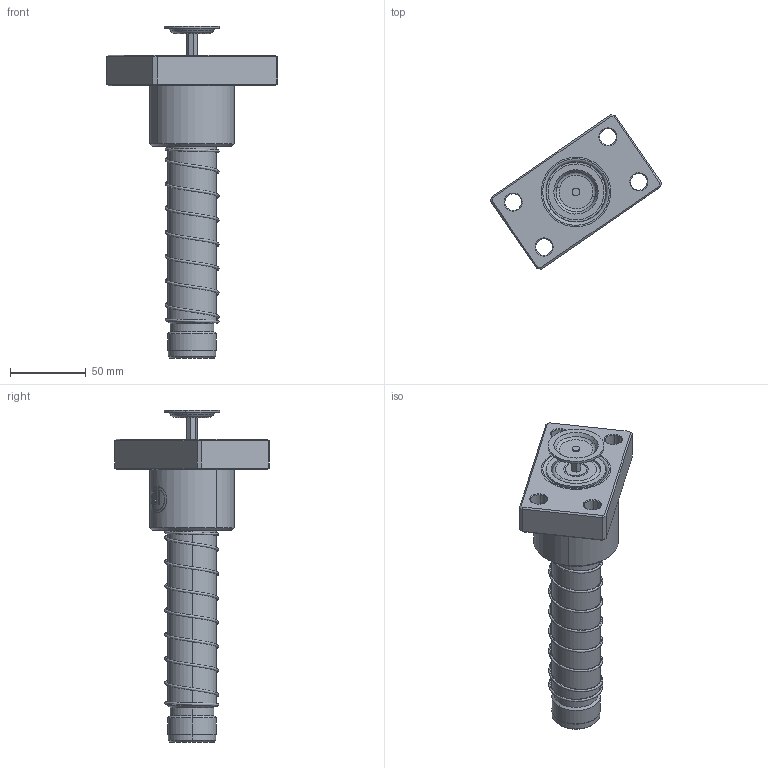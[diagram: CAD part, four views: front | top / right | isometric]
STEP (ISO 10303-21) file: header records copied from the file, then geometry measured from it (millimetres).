
FILE_DESCRIPTION (( 'STEP AP214' ), '1' );
FILE_NAME ('FMJH FMSH-D32-L200.STEP', '2021-09-16T07:43:18', ( '' ), ( '' ), 'SwSTEP 2.0', 'SolidWorks 2016', '' );
FILE_SCHEMA (( 'AUTOMOTIVE_DESIGN' ));
Length unit declared in the file: millimetre
Products named in the file (262): BALL-D4; FMJH FMSH-D32-L200; SAB-32-1; GTM-37; BSH-39.5-32.5-L60; SAB-32; MGM-D32-L200; GTM-37郪蚾; GTM-M12蹟簽; BSH-D39.5-32.5-L60郪蚾; HWP-D35.7-d32.5-L110; GTM-3-縐种
Assembly tree (254 placements, depth 3):
  BALL-D4
  BALL-D4
  BALL-D4
  BALL-D4
  BALL-D4
Bounding box: 112.99 x 102.22 x 219.36 mm (x, y, z)
Volume: 312229.6 mm3; surface area: 116488.3 mm2
Topology: 246 solids, 246 shells, 1145 faces, 4920 edges, 3279 vertices
Faces by surface type: sphere 952, plane 69, cylinder 56, cone 34, bspline 22, torus 12
Entity records: 55229 total; most frequent: CARTESIAN_POINT 32877, ORIENTED_EDGE 3938, DIRECTION 3382, EDGE_CURVE 1969, AXIS2_PLACEMENT_3D 1575, VERTEX_POINT 1299, EDGE_LOOP 1176, B_SPLINE_CURVE_WITH_KNOTS 1056
